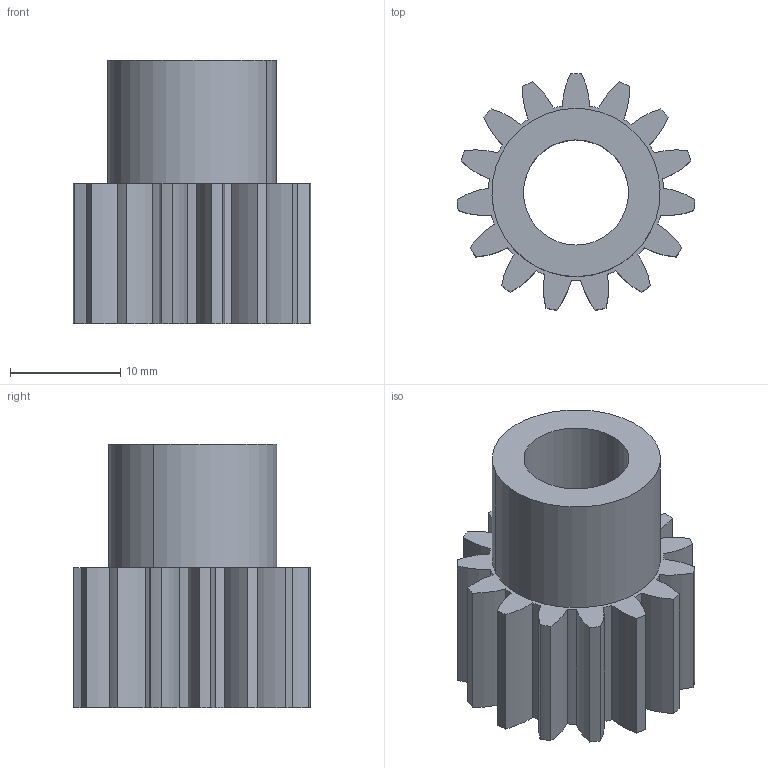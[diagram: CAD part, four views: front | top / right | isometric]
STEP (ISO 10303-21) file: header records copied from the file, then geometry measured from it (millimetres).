
FILE_DESCRIPTION((''),'2;1');
FILE_NAME('gss-2015.stp','2001-12-26T20:00:18',('Ed Sparks'),(''),'Autodesk Inventor (tm) 3.0','Autodesk Inventor (tm) 3.0','');
FILE_SCHEMA(('CONFIG_CONTROL_DESIGN'));
Length unit declared in the file: inch
Products named in the file (1): gss-2015
Bounding box: 21.55 x 21.45 x 23.88 mm (x, y, z)
Volume: 3923.6 mm3; surface area: 3186.4 mm2
Topology: 1 solids, 1 shells, 67 faces, 192 edges, 128 vertices
Faces by surface type: cylinder 62, plane 3, bspline 2
Entity records: 2401 total; most frequent: DIRECTION 452, CARTESIAN_POINT 422, ORIENTED_EDGE 384, AXIS2_PLACEMENT_3D 194, EDGE_CURVE 192, VERTEX_POINT 128, CIRCLE 128, EDGE_LOOP 70
